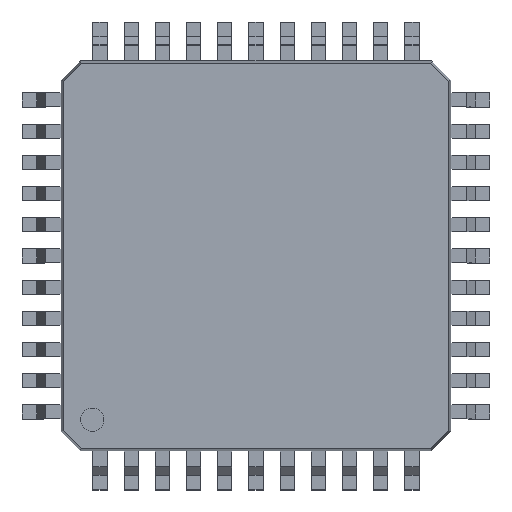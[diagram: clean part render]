
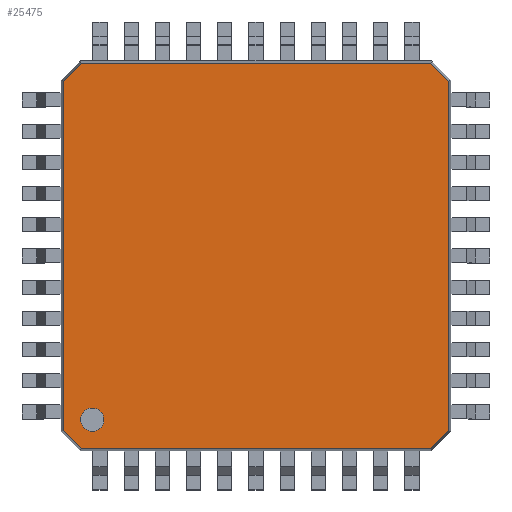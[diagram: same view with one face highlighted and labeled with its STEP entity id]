
A CAD part, top view. The second image highlights one B-rep face of the part: STEP entity #25475.
In plain terms, the highlighted planar face has unit normal (0, 0, 1).
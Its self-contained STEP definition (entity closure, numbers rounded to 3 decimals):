
#511 = VERTEX_POINT ( 'NONE', #22428 ) ;
#512 = VERTEX_POINT ( 'NONE', #22429 ) ;
#513 = VERTEX_POINT ( 'NONE', #22430 ) ;
#514 = VERTEX_POINT ( 'NONE', #22431 ) ;
#515 = VERTEX_POINT ( 'NONE', #22432 ) ;
#516 = VERTEX_POINT ( 'NONE', #22433 ) ;
#517 = VERTEX_POINT ( 'NONE', #22434 ) ;
#518 = VERTEX_POINT ( 'NONE', #22435 ) ;
#519 = VERTEX_POINT ( 'NONE', #22436 ) ;
#520 = VERTEX_POINT ( 'NONE', #22437 ) ;
#1849 = CARTESIAN_POINT ( 'NONE',  ( 1.8, 1.8, 1.1 ) ) ;
#1850 = DIRECTION ( 'NONE',  ( 0., 0., -1. ) ) ;
#1851 = DIRECTION ( 'NONE',  ( 1., 0., 0. ) ) ;
#1858 = CARTESIAN_POINT ( 'NONE',  ( 1.8, 1.8, 1.1 ) ) ;
#1859 = DIRECTION ( 'NONE',  ( 0., 0., -1. ) ) ;
#1860 = DIRECTION ( 'NONE',  ( 1., 0., 0. ) ) ;
#1862 = LINE ( 'NONE', #1863, #2890 ) ;
#1863 = CARTESIAN_POINT ( 'NONE',  ( 1.102, 1.482, 1.1 ) ) ;
#1864 = DIRECTION ( 'NONE',  ( 0.707, -0.707, 0. ) ) ;
#1865 = LINE ( 'NONE', #1866, #2891 ) ;
#1866 = CARTESIAN_POINT ( 'NONE',  ( 1.06, 1.5, 1.1 ) ) ;
#1867 = DIRECTION ( 'NONE',  ( 0., -1., 0. ) ) ;
#1868 = LINE ( 'NONE', #1869, #2892 ) ;
#1869 = CARTESIAN_POINT ( 'NONE',  ( 1.5, 1.06, 1.1 ) ) ;
#1870 = DIRECTION ( 'NONE',  ( 1., 0., 0. ) ) ;
#1871 = LINE ( 'NONE', #1872, #2893 ) ;
#1872 = CARTESIAN_POINT ( 'NONE',  ( 10.898, 1.482, 1.1 ) ) ;
#1873 = DIRECTION ( 'NONE',  ( -0.707, -0.707, 0. ) ) ;
#1874 = LINE ( 'NONE', #1875, #2894 ) ;
#1875 = CARTESIAN_POINT ( 'NONE',  ( 10.94, 1.5, 1.1 ) ) ;
#1876 = DIRECTION ( 'NONE',  ( 0., -1., 0. ) ) ;
#1877 = LINE ( 'NONE', #1878, #2895 ) ;
#1878 = CARTESIAN_POINT ( 'NONE',  ( 10.94, 10.475, 1.1 ) ) ;
#1879 = DIRECTION ( 'NONE',  ( -0.707, 0.707, 0. ) ) ;
#1880 = LINE ( 'NONE', #1881, #2896 ) ;
#1881 = CARTESIAN_POINT ( 'NONE',  ( 1.5, 10.94, 1.1 ) ) ;
#1882 = DIRECTION ( 'NONE',  ( 1., 0., 0. ) ) ;
#1883 = LINE ( 'NONE', #1884, #2897 ) ;
#1884 = CARTESIAN_POINT ( 'NONE',  ( 1.102, 10.518, 1.1 ) ) ;
#1885 = DIRECTION ( 'NONE',  ( 0.707, 0.707, 0. ) ) ;
#1963 = EDGE_CURVE ( 'NONE', #512, #511, #2307, .T. ) ;
#1966 = EDGE_CURVE ( 'NONE', #511, #512, #2309, .T. ) ;
#1967 = EDGE_CURVE ( 'NONE', #514, #515, #1862, .T. ) ;
#1968 = EDGE_CURVE ( 'NONE', #513, #514, #1865, .T. ) ;
#1969 = EDGE_CURVE ( 'NONE', #515, #516, #1868, .T. ) ;
#1970 = EDGE_CURVE ( 'NONE', #517, #516, #1871, .T. ) ;
#1971 = EDGE_CURVE ( 'NONE', #518, #517, #1874, .T. ) ;
#1972 = EDGE_CURVE ( 'NONE', #518, #519, #1877, .T. ) ;
#1973 = EDGE_CURVE ( 'NONE', #520, #519, #1880, .T. ) ;
#1974 = EDGE_CURVE ( 'NONE', #513, #520, #1883, .T. ) ;
#2307 = CIRCLE ( 'NONE', #2885, 0.3 ) ;
#2309 = CIRCLE ( 'NONE', #17884, 0.3 ) ;
#2885 = AXIS2_PLACEMENT_3D ( 'NONE', #1849, #1850, #1851 ) ;
#2890 = VECTOR ( 'NONE', #1864, 1000. ) ;
#2891 = VECTOR ( 'NONE', #1867, 1000. ) ;
#2892 = VECTOR ( 'NONE', #1870, 1000. ) ;
#2893 = VECTOR ( 'NONE', #1873, 1000. ) ;
#2894 = VECTOR ( 'NONE', #1876, 1000. ) ;
#2895 = VECTOR ( 'NONE', #1879, 1000. ) ;
#2896 = VECTOR ( 'NONE', #1882, 1000. ) ;
#2897 = VECTOR ( 'NONE', #1885, 1000. ) ;
#14155 = PLANE ( 'NONE',  #14345 ) ;
#14156 = CARTESIAN_POINT ( 'NONE',  ( 1., 1., 1.1 ) ) ;
#14157 = DIRECTION ( 'NONE',  ( 0., 0., 1. ) ) ;
#14158 = DIRECTION ( 'NONE',  ( 1., 0., 0. ) ) ;
#14336 = FACE_BOUND ( 'NONE', #21599, .T. ) ;
#14342 = FACE_OUTER_BOUND ( 'NONE', #21600, .T. ) ;
#14345 = AXIS2_PLACEMENT_3D ( 'NONE', #14156, #14157, #14158 ) ;
#17884 = AXIS2_PLACEMENT_3D ( 'NONE', #1858, #1859, #1860 ) ;
#21599 = EDGE_LOOP ( 'NONE', ( #21684, #21685 ) ) ;
#21600 = EDGE_LOOP ( 'NONE', ( #21686, #21688, #21687, #21689, #21690, #21691, #21692, #21693 ) ) ;
#21684 = ORIENTED_EDGE ( 'NONE', *, *, #1963, .T. ) ;
#21685 = ORIENTED_EDGE ( 'NONE', *, *, #1966, .T. ) ;
#21686 = ORIENTED_EDGE ( 'NONE', *, *, #1968, .T. ) ;
#21687 = ORIENTED_EDGE ( 'NONE', *, *, #1969, .T. ) ;
#21688 = ORIENTED_EDGE ( 'NONE', *, *, #1967, .T. ) ;
#21689 = ORIENTED_EDGE ( 'NONE', *, *, #1970, .F. ) ;
#21690 = ORIENTED_EDGE ( 'NONE', *, *, #1971, .F. ) ;
#21691 = ORIENTED_EDGE ( 'NONE', *, *, #1972, .T. ) ;
#21692 = ORIENTED_EDGE ( 'NONE', *, *, #1973, .F. ) ;
#21693 = ORIENTED_EDGE ( 'NONE', *, *, #1974, .F. ) ;
#22428 = CARTESIAN_POINT ( 'NONE',  ( 1.5, 1.8, 1.1 ) ) ;
#22429 = CARTESIAN_POINT ( 'NONE',  ( 2.1, 1.8, 1.1 ) ) ;
#22430 = CARTESIAN_POINT ( 'NONE',  ( 1.06, 10.475, 1.1 ) ) ;
#22431 = CARTESIAN_POINT ( 'NONE',  ( 1.06, 1.525, 1.1 ) ) ;
#22432 = CARTESIAN_POINT ( 'NONE',  ( 1.525, 1.06, 1.1 ) ) ;
#22433 = CARTESIAN_POINT ( 'NONE',  ( 10.475, 1.06, 1.1 ) ) ;
#22434 = CARTESIAN_POINT ( 'NONE',  ( 10.94, 1.525, 1.1 ) ) ;
#22435 = CARTESIAN_POINT ( 'NONE',  ( 10.94, 10.475, 1.1 ) ) ;
#22436 = CARTESIAN_POINT ( 'NONE',  ( 10.475, 10.94, 1.1 ) ) ;
#22437 = CARTESIAN_POINT ( 'NONE',  ( 1.525, 10.94, 1.1 ) ) ;
#25475 = ADVANCED_FACE ( 'NONE', ( #14336, #14342 ), #14155, .T. ) ;
